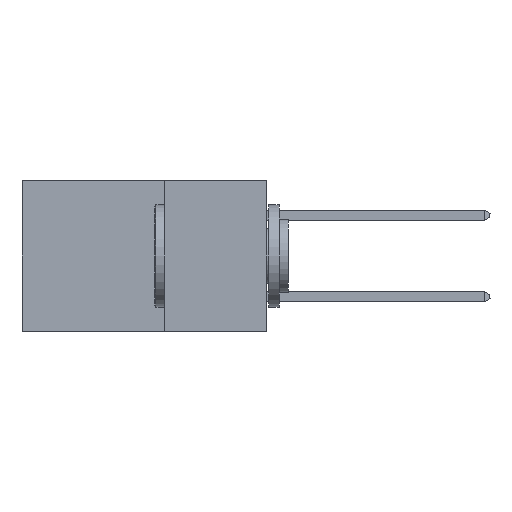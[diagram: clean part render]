
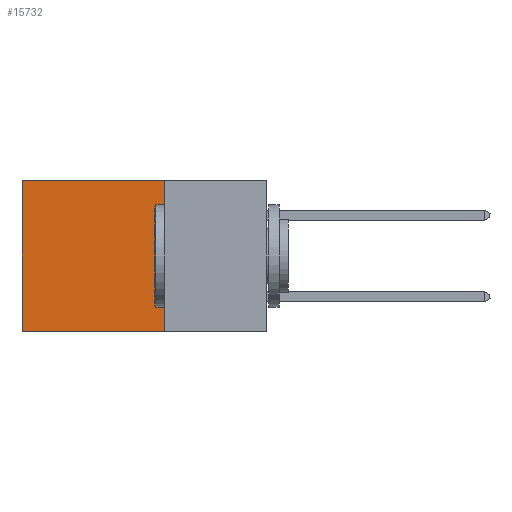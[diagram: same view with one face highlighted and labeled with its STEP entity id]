
A CAD part, left-side view. The second image highlights one B-rep face of the part: STEP entity #15732.
In plain terms, the highlighted planar face has unit normal (-1, 0, 0).
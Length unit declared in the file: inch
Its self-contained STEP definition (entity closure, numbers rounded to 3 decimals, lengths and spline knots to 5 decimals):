
#1553 = DIRECTION ( 'NONE',  ( 0., 1., 0. ) ) ;
#1729 = VERTEX_POINT ( 'NONE', #8962 ) ;
#1766 = CARTESIAN_POINT ( 'NONE',  ( 0.2875, 0.6, 0. ) ) ;
#2735 = VERTEX_POINT ( 'NONE', #22350 ) ;
#3061 = PLANE ( 'NONE',  #27968 ) ;
#5304 = ORIENTED_EDGE ( 'NONE', *, *, #18974, .T. ) ;
#6957 = DIRECTION ( 'NONE',  ( 0., 1., 0. ) ) ;
#6963 = VECTOR ( 'NONE', #1553, 39.37008 ) ;
#7558 = VECTOR ( 'NONE', #6957, 39.37008 ) ;
#7918 = CARTESIAN_POINT ( 'NONE',  ( 0.2875, 0.25, 0. ) ) ;
#8915 = DIRECTION ( 'NONE',  ( 0., 0., -1. ) ) ;
#8962 = CARTESIAN_POINT ( 'NONE',  ( 0.2875, 0.6, -0.37 ) ) ;
#9634 = LINE ( 'NONE', #13549, #6963 ) ;
#9853 = LINE ( 'NONE', #12894, #21090 ) ;
#10528 = DIRECTION ( 'NONE',  ( 1., 0., 0. ) ) ;
#12894 = CARTESIAN_POINT ( 'NONE',  ( 0.2875, 0.25, 0. ) ) ;
#13549 = CARTESIAN_POINT ( 'NONE',  ( 0.2875, 0.25, 0. ) ) ;
#14364 = LINE ( 'NONE', #25683, #7558 ) ;
#14461 = LINE ( 'NONE', #1766, #22293 ) ;
#15074 = CARTESIAN_POINT ( 'NONE',  ( 0.2875, 0.25, -0.37 ) ) ;
#15732 = ADVANCED_FACE ( 'NONE', ( #23708 ), #3061, .F. ) ;
#17811 = CARTESIAN_POINT ( 'NONE',  ( 0.2875, 0.25, 0. ) ) ;
#18148 = DIRECTION ( 'NONE',  ( 0., 0., -1. ) ) ;
#18881 = EDGE_LOOP ( 'NONE', ( #24977, #27726, #23767, #5304 ) ) ;
#18974 = EDGE_CURVE ( 'NONE', #30720, #2735, #9634, .T. ) ;
#21090 = VECTOR ( 'NONE', #18148, 39.37008 ) ;
#21980 = EDGE_CURVE ( 'NONE', #30720, #24467, #9853, .T. ) ;
#22293 = VECTOR ( 'NONE', #8915, 39.37008 ) ;
#22350 = CARTESIAN_POINT ( 'NONE',  ( 0.2875, 0.6, 0. ) ) ;
#23708 = FACE_OUTER_BOUND ( 'NONE', #18881, .T. ) ;
#23767 = ORIENTED_EDGE ( 'NONE', *, *, #21980, .F. ) ;
#24467 = VERTEX_POINT ( 'NONE', #15074 ) ;
#24977 = ORIENTED_EDGE ( 'NONE', *, *, #30121, .T. ) ;
#25683 = CARTESIAN_POINT ( 'NONE',  ( 0.2875, 0.25, -0.37 ) ) ;
#25836 = EDGE_CURVE ( 'NONE', #24467, #1729, #14364, .T. ) ;
#27359 = DIRECTION ( 'NONE',  ( 0., 0., -1. ) ) ;
#27726 = ORIENTED_EDGE ( 'NONE', *, *, #25836, .F. ) ;
#27968 = AXIS2_PLACEMENT_3D ( 'NONE', #7918, #10528, #27359 ) ;
#30121 = EDGE_CURVE ( 'NONE', #2735, #1729, #14461, .T. ) ;
#30720 = VERTEX_POINT ( 'NONE', #17811 ) ;
